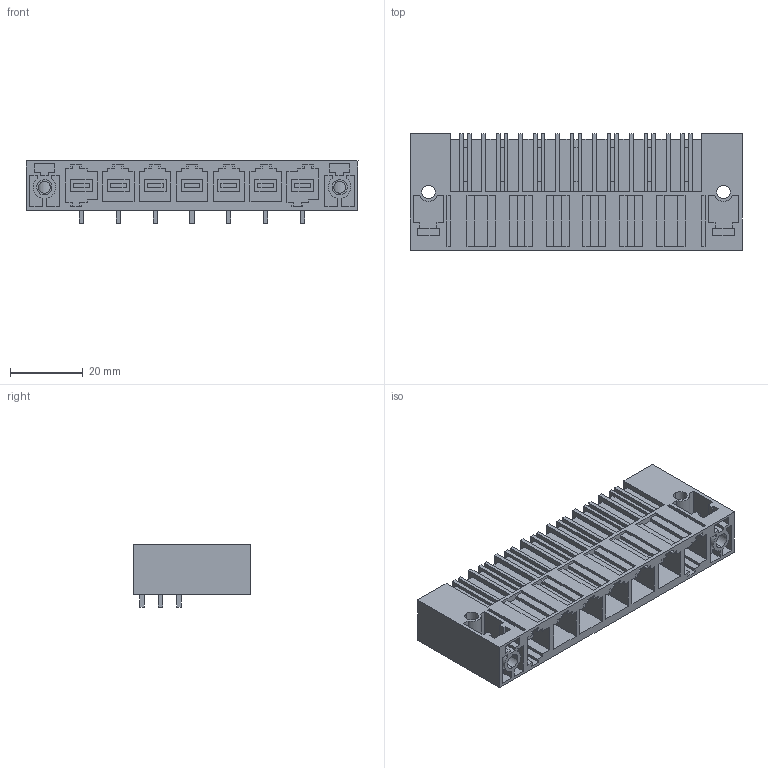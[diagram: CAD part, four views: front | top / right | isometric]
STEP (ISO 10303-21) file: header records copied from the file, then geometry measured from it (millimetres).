
FILE_DESCRIPTION(('CATIA V5 STEP Exchange','CAx-IF Rec.Pracs.--- Model Styling and Organization---1.2---2011-12-15'),'2;1');
FILE_NAME ('D1457527_0_1851090000_1851090000.stp','2018-03-08T11:19:48+00:00',('none'),('Weidmueller'),'CATIA Version 5-6 Release 2014','CATIA V5 STEP AP214','none');
FILE_SCHEMA(('AUTOMOTIVE_DESIGN { 1 0 10303 214 1 1 1 1 }'));
Length unit declared in the file: millimetre
Products named in the file (1): 1851090000
Bounding box: 91.44 x 32 x 17.1 mm (x, y, z)
Volume: 23537.6 mm3; surface area: 25026.8 mm2
Topology: 10 solids, 10 shells, 913 faces, 2704 edges, 1840 vertices
Faces by surface type: plane 863, cylinder 50
Entity records: 29248 total; most frequent: ORIENTED_EDGE 5408, CARTESIAN_POINT 5298, DIRECTION 3811, EDGE_CURVE 2704, VECTOR 2580, LINE 2580, VERTEX_POINT 1840, EDGE_LOOP 980
